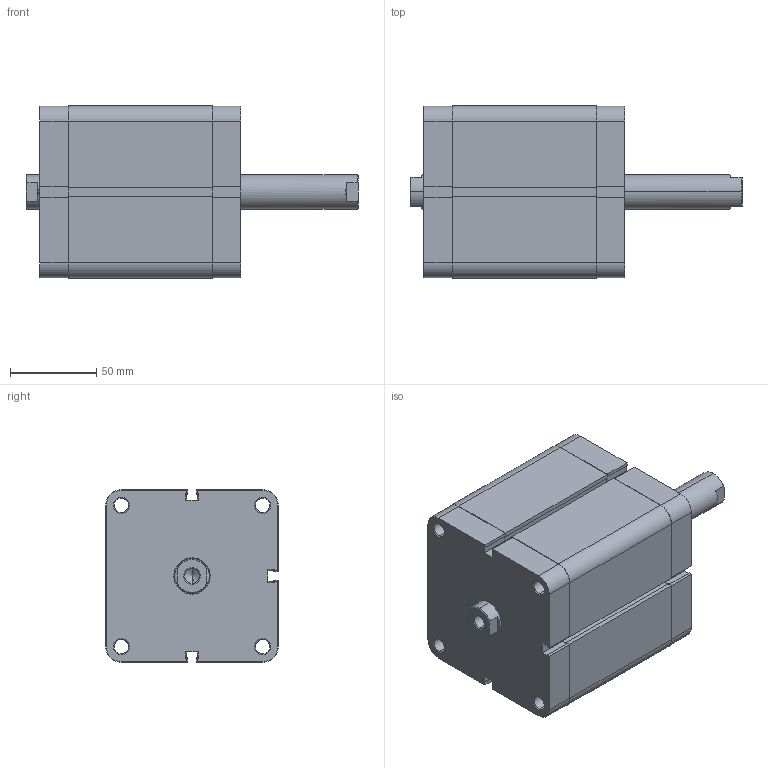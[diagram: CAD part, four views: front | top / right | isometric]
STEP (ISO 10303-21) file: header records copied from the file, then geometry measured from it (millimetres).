
FILE_DESCRIPTION (( 'STEP AP214' ), '1' );
FILE_NAME ('PKD 80-60 CYLINDER.STEP', '2010-08-06T08:50:16', ( '' ), ( '' ), 'SwSTEP 2.0', 'SolidWorks 2010', '' );
FILE_SCHEMA (( 'AUTOMOTIVE_DESIGN' ));
Length unit declared in the file: millimetre
Products named in the file (5): 茿P 80  PK ARKA  KAPAK .; 茿P 80 ''L軰 Kompakt BORUSU; 茿P 80 ''L軰 PK 諲 KAPAK ; ォP  80 M尳; PKD  80-60  CYLINDER
Assembly tree (4 placements, depth 2):
  PKD  80-60  CYLINDER
    茿P 80 ''L軰 Kompakt BORUSU
    茿P 80  PK ARKA  KAPAK .
    茿P 80 ''L軰 PK 諲 KAPAK 
    ォP  80 M尳
Bounding box: 192.5 x 100 x 100 mm (x, y, z)
Volume: 814713 mm3; surface area: 170306.2 mm2
Topology: 4 solids, 4 shells, 212 faces, 560 edges, 360 vertices
Faces by surface type: plane 106, cylinder 68, cone 38
Entity records: 7064 total; most frequent: CARTESIAN_POINT 1171, DIRECTION 1156, ORIENTED_EDGE 1112, EDGE_CURVE 556, AXIS2_PLACEMENT_3D 393, VECTOR 370, LINE 370, VERTEX_POINT 360
